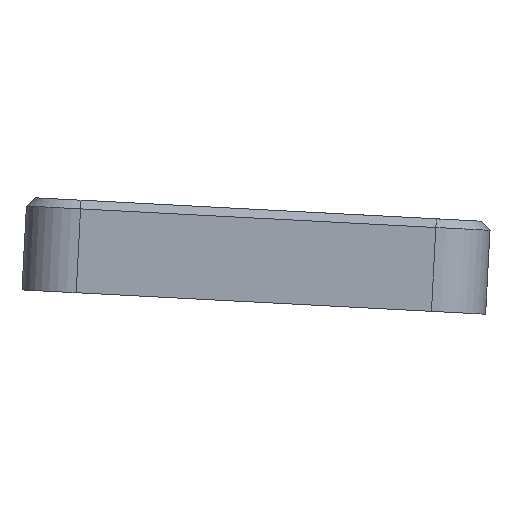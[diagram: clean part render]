
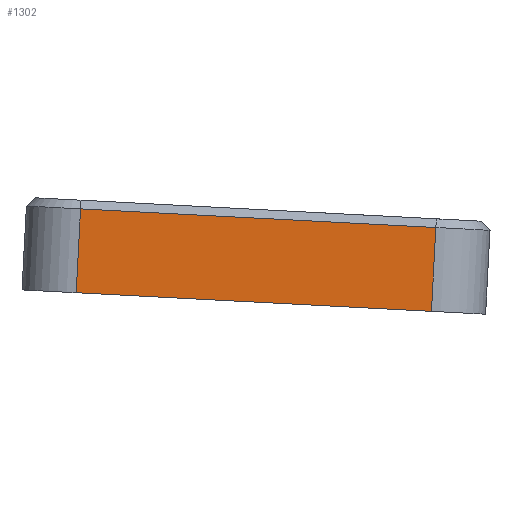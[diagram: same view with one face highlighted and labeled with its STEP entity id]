
A CAD part, left-side view. The second image highlights one B-rep face of the part: STEP entity #1302.
In plain terms, the highlighted planar face has unit normal (-1, 0, 0).
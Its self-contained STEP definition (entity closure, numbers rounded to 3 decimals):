
#38=PLANE('',#1416);
#88=FACE_OUTER_BOUND('',#165,.T.);
#165=EDGE_LOOP('',(#956,#957,#958,#959));
#269=LINE('',#2016,#398);
#277=LINE('',#2041,#406);
#279=LINE('',#2047,#408);
#280=LINE('',#2048,#409);
#398=VECTOR('',#1601,10.);
#406=VECTOR('',#1621,10.);
#408=VECTOR('',#1627,10.);
#409=VECTOR('',#1628,10.);
#597=VERTEX_POINT('',#2013);
#598=VERTEX_POINT('',#2015);
#609=VERTEX_POINT('',#2040);
#611=VERTEX_POINT('',#2046);
#730=EDGE_CURVE('',#598,#597,#269,.T.);
#743=EDGE_CURVE('',#598,#609,#277,.T.);
#746=EDGE_CURVE('',#597,#611,#279,.T.);
#747=EDGE_CURVE('',#609,#611,#280,.T.);
#956=ORIENTED_EDGE('',*,*,#730,.T.);
#957=ORIENTED_EDGE('',*,*,#746,.T.);
#958=ORIENTED_EDGE('',*,*,#747,.F.);
#959=ORIENTED_EDGE('',*,*,#743,.F.);
#1302=ADVANCED_FACE('',(#88),#38,.T.);
#1416=AXIS2_PLACEMENT_3D('',#2045,#1625,#1626);
#1601=DIRECTION('',(0.,-0.999,-0.052));
#1621=DIRECTION('',(0.,-0.052,0.999));
#1625=DIRECTION('center_axis',(-1.,0.,0.));
#1626=DIRECTION('ref_axis',(0.,0.999,0.052));
#1627=DIRECTION('',(0.,-0.052,0.999));
#1628=DIRECTION('',(0.,-0.999,-0.052));
#2013=CARTESIAN_POINT('',(66.402,-86.873,3.18));
#2015=CARTESIAN_POINT('',(66.402,-45.929,5.325));
#2016=CARTESIAN_POINT('',(66.402,-76.637,3.716));
#2040=CARTESIAN_POINT('',(66.402,-46.436,14.987));
#2041=CARTESIAN_POINT('',(66.402,-46.111,8.796));
#2045=CARTESIAN_POINT('Origin',(66.402,-87.055,6.65));
#2046=CARTESIAN_POINT('',(66.402,-87.38,12.841));
#2047=CARTESIAN_POINT('',(66.402,-87.055,6.65));
#2048=CARTESIAN_POINT('',(66.402,-77.144,13.378));
